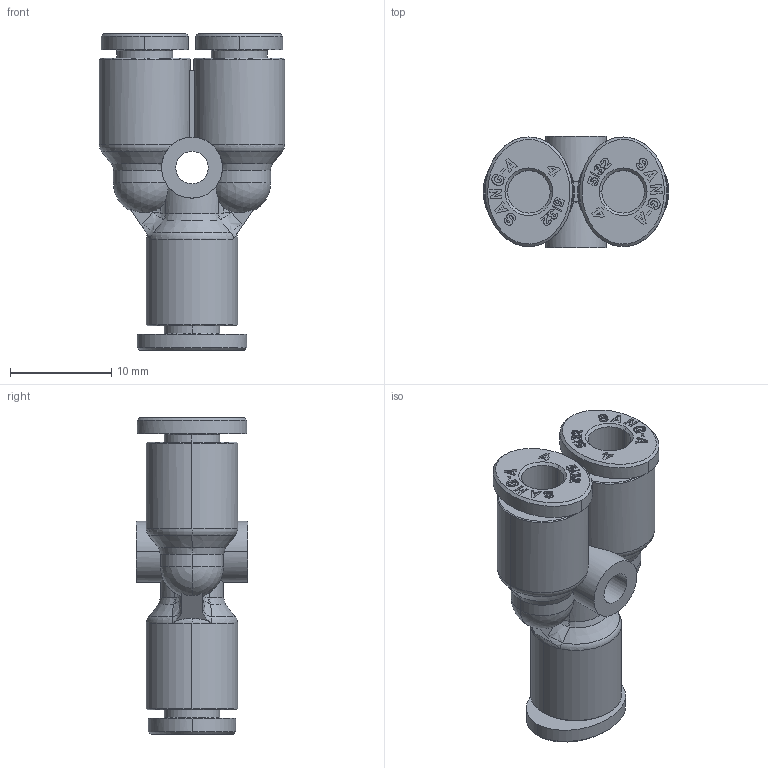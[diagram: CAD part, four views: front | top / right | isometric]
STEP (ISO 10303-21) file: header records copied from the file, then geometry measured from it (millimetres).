
FILE_DESCRIPTION((''),'2;1');
FILE_NAME('GPY 04(3D).stp','2012-12-26T19:08:10',(''),(''),'Mechanical Desktop.R8.0.24.0','Mechanical Desktop.R8.0.24.0',', , ');
FILE_SCHEMA(('CONFIG_CONTROL_DESIGN'));
Length unit declared in the file: millimetre
Products named in the file (2): GPY 04(3D); ºÎÇ°1
Assembly tree (1 placements, depth 2):
  GPY 04(3D)
    ºÎÇ°1
Bounding box: 18.3 x 11 x 31.2 mm (x, y, z)
Volume: 2200.1 mm3; surface area: 2526 mm2
Topology: 1 solids, 1 shells, 1206 faces, 3432 edges, 2271 vertices
Faces by surface type: plane 1001, bspline 109, cylinder 62, cone 24, torus 6, sphere 4
Entity records: 42767 total; most frequent: CARTESIAN_POINT 11581, ORIENTED_EDGE 6848, DIRECTION 5852, EDGE_CURVE 3424, VECTOR 2984, LINE 2984, VERTEX_POINT 2271, AXIS2_PLACEMENT_3D 1434
